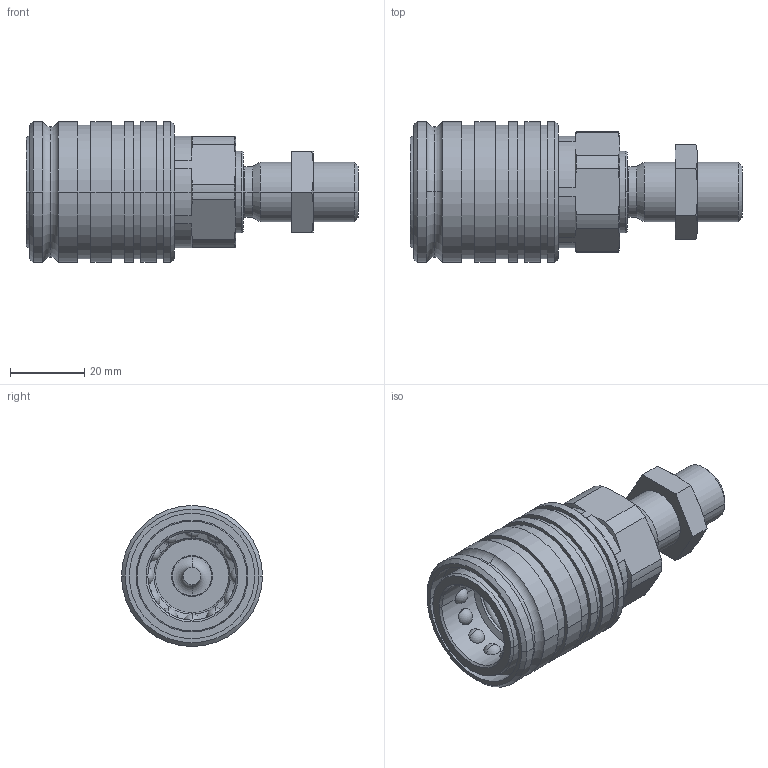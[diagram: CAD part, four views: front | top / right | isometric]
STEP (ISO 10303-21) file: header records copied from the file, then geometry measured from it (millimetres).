
FILE_DESCRIPTION( ( '' ), '1' );
FILE_NAME( '42431624.stp', '2012-08-14T12:39:16', ( '' ), ( '' ), ' ', ' ', ' ' );
FILE_SCHEMA( ( 'CONFIG_CONTROL_DESIGN' ) );
Length unit declared in the file: millimetre
Products named in the file (3): 1; 2; 3
Bounding box: 89.5 x 38 x 38 mm (x, y, z)
Volume: 43733.8 mm3; surface area: 21611.8 mm2
Topology: 3 solids, 3 shells, 214 faces, 522 edges, 327 vertices
Faces by surface type: cylinder 79, cone 52, plane 47, sphere 22, torus 14
Entity records: 7065 total; most frequent: CARTESIAN_POINT 1939, DIRECTION 1116, ORIENTED_EDGE 1004, EDGE_CURVE 502, AXIS2_PLACEMENT_3D 475, VERTEX_POINT 327, CIRCLE 256, EDGE_LOOP 253
